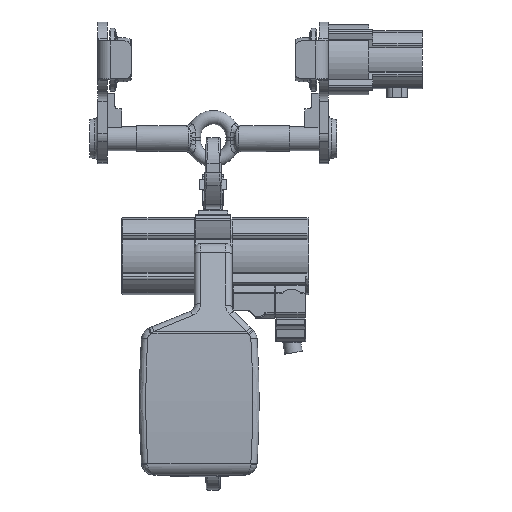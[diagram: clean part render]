
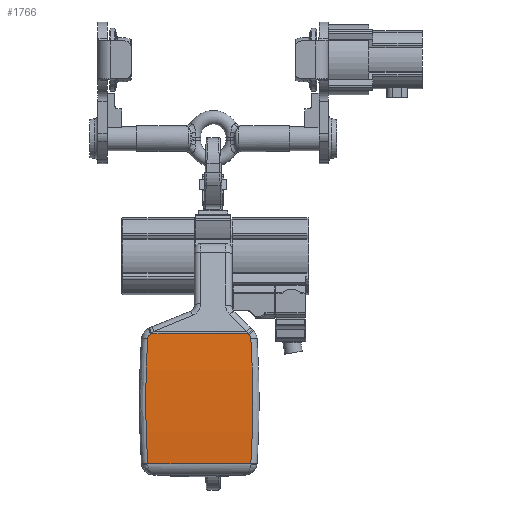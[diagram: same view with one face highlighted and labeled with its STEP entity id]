
A CAD part, left-side view. The second image highlights one B-rep face of the part: STEP entity #1766.
In plain terms, the highlighted cylindrical face has radius 1500 mm (diameter 3000 mm), a partial arc.
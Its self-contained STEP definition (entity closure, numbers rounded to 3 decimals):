
#1766=ADVANCED_FACE('',(#4421),#4422,.T.);
#4421=FACE_OUTER_BOUND('',#8799,.T.);
#4422=CYLINDRICAL_SURFACE('',#8800,1500.);
#8799=EDGE_LOOP('',(#24129,#24130,#24131,#24132,#24133,#24134,#24135,#24136,#24137));
#8800=AXIS2_PLACEMENT_3D('',#24138,#24139,#24140);
#24129=ORIENTED_EDGE('',*,*,#34323,.T.);
#24130=ORIENTED_EDGE('',*,*,#34324,.T.);
#24131=ORIENTED_EDGE('',*,*,#34325,.F.);
#24132=ORIENTED_EDGE('',*,*,#34326,.T.);
#24133=ORIENTED_EDGE('',*,*,#34327,.T.);
#24134=ORIENTED_EDGE('',*,*,#34328,.T.);
#24135=ORIENTED_EDGE('',*,*,#34329,.T.);
#24136=ORIENTED_EDGE('',*,*,#34330,.T.);
#24137=ORIENTED_EDGE('',*,*,#34331,.T.);
#24138=CARTESIAN_POINT('',(1439.,-73.,-230.));
#24139=DIRECTION('',(0.,1.,0.));
#24140=DIRECTION('',(0.,0.,1.));
#34323=EDGE_CURVE('',#38675,#38676,#38677,.T.);
#34324=EDGE_CURVE('',#38676,#38678,#38679,.T.);
#34325=EDGE_CURVE('',#38680,#38678,#38681,.T.);
#34326=EDGE_CURVE('',#38680,#38682,#38683,.T.);
#34327=EDGE_CURVE('',#38682,#38684,#38685,.F.);
#34328=EDGE_CURVE('',#38684,#38686,#38687,.T.);
#34329=EDGE_CURVE('',#38686,#38688,#38689,.T.);
#34330=EDGE_CURVE('',#38688,#38690,#38691,.T.);
#34331=EDGE_CURVE('',#38690,#38675,#38692,.T.);
#38675=VERTEX_POINT('',#45262);
#38676=VERTEX_POINT('',#45263);
#38677=ELLIPSE('',#45264,2114.261,1500.);
#38678=VERTEX_POINT('',#45265);
#38679=B_SPLINE_CURVE_WITH_KNOTS('',3,(#45266,#45267,#45268,#45269),.UNSPECIFIED.,.F.,.F.,(4,4),(0.,0.001),.UNSPECIFIED.);
#38680=VERTEX_POINT('',#45270);
#38681=LINE('',#45271,#45272);
#38682=VERTEX_POINT('',#45273);
#38683=B_SPLINE_CURVE_WITH_KNOTS('',3,(#45274,#45275,#45276,#45277),.UNSPECIFIED.,.F.,.F.,(4,4),(0.,0.001),.UNSPECIFIED.);
#38684=VERTEX_POINT('',#45278);
#38685=ELLIPSE('',#45279,2114.261,1500.);
#38686=VERTEX_POINT('',#45280);
#38687=B_SPLINE_CURVE_WITH_KNOTS('',3,(#45281,#45282,#45283,#45284,#45285,#45286,#45287,#45288,#45289,#45290,#45291,#45292,#45293,#45294,#45295,#45296,#45297,#45298,#45299,#45300,#45301,#45302,#45303,#45304,#45305,#45306),.UNSPECIFIED.,.F.,.F.,(4,1,1,1,1,1,1,2,2,1,1,1,1,1,1,2,2,2,4),(0.,0.,0.001,0.001,0.002,0.002,0.003,0.003,0.003,0.004,0.004,0.005,0.005,0.005,0.006,0.006,0.007,0.007,0.007),.UNSPECIFIED.);
#38688=VERTEX_POINT('',#45307);
#38689=ELLIPSE('',#45308,2128.269,1500.);
#38690=VERTEX_POINT('',#45309);
#38691=LINE('',#45310,#45311);
#38692=B_SPLINE_CURVE_WITH_KNOTS('',3,(#45312,#45313,#45314,#45315,#45316,#45317,#45318,#45319,#45320,#45321,#45322,#45323,#45324,#45325,#45326,#45327,#45328,#45329,#45330,#45331,#45332,#45333,#45334,#45335,#45336,#45337,#45338,#45339,#45340,#45341,#45342,#45343),.UNSPECIFIED.,.F.,.F.,(4,1,1,1,1,2,1,2,2,2,1,1,1,2,1,2,2,1,1,1,1,1,4),(0.,0.001,0.001,0.002,0.002,0.003,0.003,0.003,0.003,0.004,0.004,0.005,0.006,0.006,0.007,0.007,0.007,0.007,0.007,0.008,0.009,0.009,0.01),.UNSPECIFIED.);
#45262=CARTESIAN_POINT('',(-57.75,103.772,-131.317));
#45263=CARTESIAN_POINT('',(-57.75,103.772,-328.682));
#45264=AXIS2_PLACEMENT_3D('',#56412,#56413,#56414);
#45265=CARTESIAN_POINT('',(-57.693,103.678,-329.546));
#45266=CARTESIAN_POINT('',(-57.75,103.772,-328.682));
#45267=CARTESIAN_POINT('',(-57.731,103.753,-328.972));
#45268=CARTESIAN_POINT('',(-57.712,103.722,-329.26));
#45269=CARTESIAN_POINT('',(-57.693,103.678,-329.546));
#45270=CARTESIAN_POINT('',(-57.693,-59.678,-329.546));
#45271=CARTESIAN_POINT('',(-57.693,-73.,-329.546));
#45272=VECTOR('',#56415,1.);
#45273=CARTESIAN_POINT('',(-57.75,-59.772,-328.682));
#45274=CARTESIAN_POINT('',(-57.693,-59.678,-329.546));
#45275=CARTESIAN_POINT('',(-57.712,-59.722,-329.26));
#45276=CARTESIAN_POINT('',(-57.731,-59.753,-328.972));
#45277=CARTESIAN_POINT('',(-57.75,-59.772,-328.682));
#45278=CARTESIAN_POINT('',(-57.75,-59.772,-131.318));
#45279=AXIS2_PLACEMENT_3D('',#56416,#56417,#56418);
#45280=CARTESIAN_POINT('',(-57.307,-56.818,-124.814));
#45281=CARTESIAN_POINT('',(-57.75,-59.772,-131.318));
#45282=CARTESIAN_POINT('',(-57.74,-59.762,-131.164));
#45283=CARTESIAN_POINT('',(-57.72,-59.735,-130.86));
#45284=CARTESIAN_POINT('',(-57.69,-59.675,-130.408));
#45285=CARTESIAN_POINT('',(-57.66,-59.594,-129.961));
#45286=CARTESIAN_POINT('',(-57.631,-59.494,-129.518));
#45287=CARTESIAN_POINT('',(-57.601,-59.374,-129.08));
#45288=CARTESIAN_POINT('',(-57.572,-59.234,-128.647));
#45289=CARTESIAN_POINT('',(-57.553,-59.127,-128.362));
#45290=CARTESIAN_POINT('',(-57.538,-59.042,-128.149));
#45291=CARTESIAN_POINT('',(-57.533,-59.012,-128.078));
#45292=CARTESIAN_POINT('',(-57.524,-58.952,-127.937));
#45293=CARTESIAN_POINT('',(-57.509,-58.86,-127.726));
#45294=CARTESIAN_POINT('',(-57.486,-58.694,-127.383));
#45295=CARTESIAN_POINT('',(-57.458,-58.478,-126.982));
#45296=CARTESIAN_POINT('',(-57.431,-58.245,-126.593));
#45297=CARTESIAN_POINT('',(-57.405,-57.995,-126.214));
#45298=CARTESIAN_POINT('',(-57.38,-57.728,-125.846));
#45299=CARTESIAN_POINT('',(-57.363,-57.538,-125.609));
#45300=CARTESIAN_POINT('',(-57.351,-57.391,-125.433));
#45301=CARTESIAN_POINT('',(-57.347,-57.341,-125.375));
#45302=CARTESIAN_POINT('',(-57.339,-57.24,-125.26));
#45303=CARTESIAN_POINT('',(-57.335,-57.189,-125.203));
#45304=CARTESIAN_POINT('',(-57.323,-57.033,-125.033));
#45305=CARTESIAN_POINT('',(-57.315,-56.927,-124.923));
#45306=CARTESIAN_POINT('',(-57.307,-56.818,-124.814));
#45307=CARTESIAN_POINT('',(-57.193,-55.192,-123.199));
#45308=AXIS2_PLACEMENT_3D('',#56419,#56420,#56421);
#45309=CARTESIAN_POINT('',(-57.193,98.685,-123.199));
#45310=CARTESIAN_POINT('',(-57.193,-73.,-123.199));
#45311=VECTOR('',#56422,1.);
#45312=CARTESIAN_POINT('',(-57.193,98.685,-123.199));
#45313=CARTESIAN_POINT('',(-57.2,98.868,-123.303));
#45314=CARTESIAN_POINT('',(-57.216,99.226,-123.52));
#45315=CARTESIAN_POINT('',(-57.241,99.737,-123.876));
#45316=CARTESIAN_POINT('',(-57.269,100.224,-124.262));
#45317=CARTESIAN_POINT('',(-57.298,100.687,-124.677));
#45318=CARTESIAN_POINT('',(-57.319,100.978,-124.974));
#45319=CARTESIAN_POINT('',(-57.332,101.156,-125.167));
#45320=CARTESIAN_POINT('',(-57.336,101.208,-125.225));
#45321=CARTESIAN_POINT('',(-57.34,101.261,-125.283));
#45322=CARTESIAN_POINT('',(-57.343,101.295,-125.323));
#45323=CARTESIAN_POINT('',(-57.344,101.313,-125.343));
#45324=CARTESIAN_POINT('',(-57.351,101.398,-125.442));
#45325=CARTESIAN_POINT('',(-57.357,101.466,-125.522));
#45326=CARTESIAN_POINT('',(-57.374,101.663,-125.765));
#45327=CARTESIAN_POINT('',(-57.397,101.916,-126.096));
#45328=CARTESIAN_POINT('',(-57.433,102.261,-126.612));
#45329=CARTESIAN_POINT('',(-57.47,102.574,-127.148));
#45330=CARTESIAN_POINT('',(-57.495,102.761,-127.519));
#45331=CARTESIAN_POINT('',(-57.515,102.893,-127.803));
#45332=CARTESIAN_POINT('',(-57.524,102.957,-127.945));
#45333=CARTESIAN_POINT('',(-57.534,103.017,-128.09));
#45334=CARTESIAN_POINT('',(-57.539,103.047,-128.163));
#45335=CARTESIAN_POINT('',(-57.541,103.057,-128.187));
#45336=CARTESIAN_POINT('',(-57.544,103.077,-128.236));
#45337=CARTESIAN_POINT('',(-57.559,103.163,-128.455));
#45338=CARTESIAN_POINT('',(-57.587,103.312,-128.873));
#45339=CARTESIAN_POINT('',(-57.628,103.485,-129.471));
#45340=CARTESIAN_POINT('',(-57.668,103.62,-130.077));
#45341=CARTESIAN_POINT('',(-57.709,103.718,-130.692));
#45342=CARTESIAN_POINT('',(-57.737,103.758,-131.108));
#45343=CARTESIAN_POINT('',(-57.75,103.772,-131.317));
#56412=CARTESIAN_POINT('',(1439.,-1383.,-230.));
#56413=DIRECTION('',(-0.705,-0.709,0.));
#56414=DIRECTION('',(-0.709,0.705,0.));
#56415=DIRECTION('',(0.,1.,0.));
#56416=CARTESIAN_POINT('',(1439.,1427.,-230.));
#56417=DIRECTION('',(0.705,-0.709,0.));
#56418=DIRECTION('',(0.709,0.705,0.));
#56419=CARTESIAN_POINT('',(1439.,-162.691,-230.));
#56420=DIRECTION('',(0.,0.705,-0.709));
#56421=DIRECTION('',(0.,0.709,0.705));
#56422=DIRECTION('',(0.,1.,0.));
